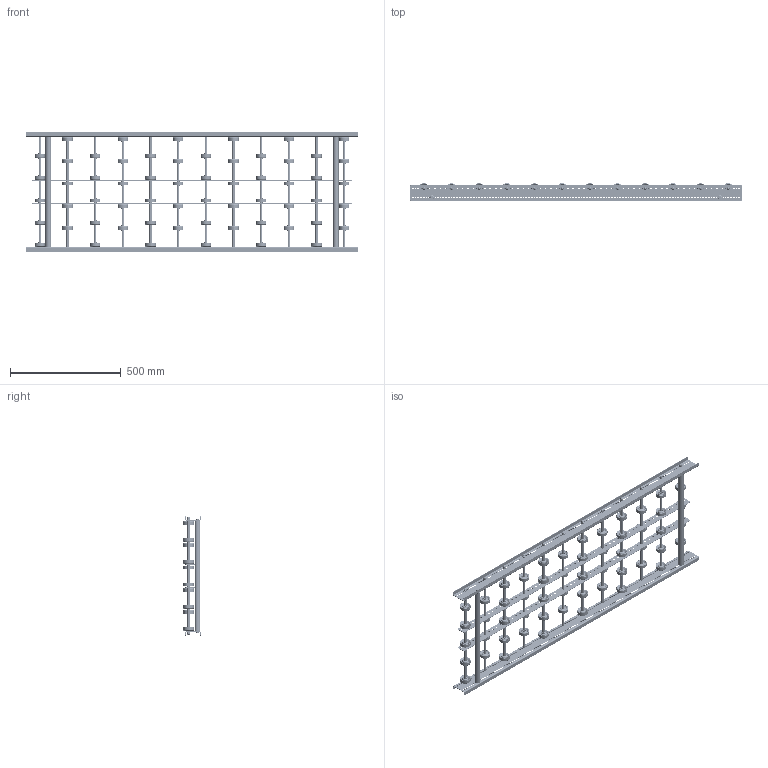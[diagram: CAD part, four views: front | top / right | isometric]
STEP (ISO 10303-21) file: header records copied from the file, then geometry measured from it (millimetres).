
FILE_DESCRIPTION (( 'STEP AP214' ), '1' );
FILE_NAME ('0052503.step', '2021-10-26T13:23:15', ( '' ), ( '' ), 'SwSTEP 2.0', 'SolidWorks 2020', '' );
FILE_SCHEMA (( 'AUTOMOTIVE_DESIGN' ));
Length unit declared in the file: millimetre
Products named in the file (10): S100994_Sperrzahnschraube_M08x16-8.8-A2K; Hutmutter_DIN_1587_M8; K0011528_2200-48-8; Profil_LRB-20x70x20x2_KFG_S100201_U-PROFIL-20-70-20-2-LRB-L=1500; S106837_Gewindestange-M8-KFG_L520; Röllchenachse-für-Konfiguration_EL500 Stahl; 0052503; S100100_Längstraverse-42x2,5_L„ngstraverse-RB-L1449; Traversen_KFG_L500; 0046278_KB-ROHR-12X1,75mm_KFG_L75
Assembly tree (57 placements, depth 3):
  0052503
    Profil_LRB-20x70x20x2_KFG_S100201_U-PROFIL-20-70-20-2-LRB-L=1500  x2
    S100994_Sperrzahnschraube_M08x16-8.8-A2K  x4
    Traversen_KFG_L500  x2
    Röllchenachse-für-Konfiguration_EL500 Stahl  x12
      S106837_Gewindestange-M8-KFG_L520
      0046278_KB-ROHR-12X1,75mm_KFG_L75
      K0011528_2200-48-8
    S100100_Längstraverse-42x2,5_L„ngstraverse-RB-L1449  x2
    Hutmutter_DIN_1587_M8  x24
Bounding box: 1500 x 79 x 540 mm (x, y, z)
Volume: 2806217.4 mm3; surface area: 2243102.1 mm2
Topology: 230 solids, 230 shells, 7412 faces, 16224 edges, 9960 vertices
Faces by surface type: cylinder 3168, torus 1576, plane 1428, cone 1216, bspline 24
Entity records: 30117 total; most frequent: DIRECTION 5341, CARTESIAN_POINT 5000, ORIENTED_EDGE 4484, AXIS2_PLACEMENT_3D 2303, EDGE_CURVE 2242, VERTEX_POINT 1466, EDGE_LOOP 1436, CIRCLE 1427
